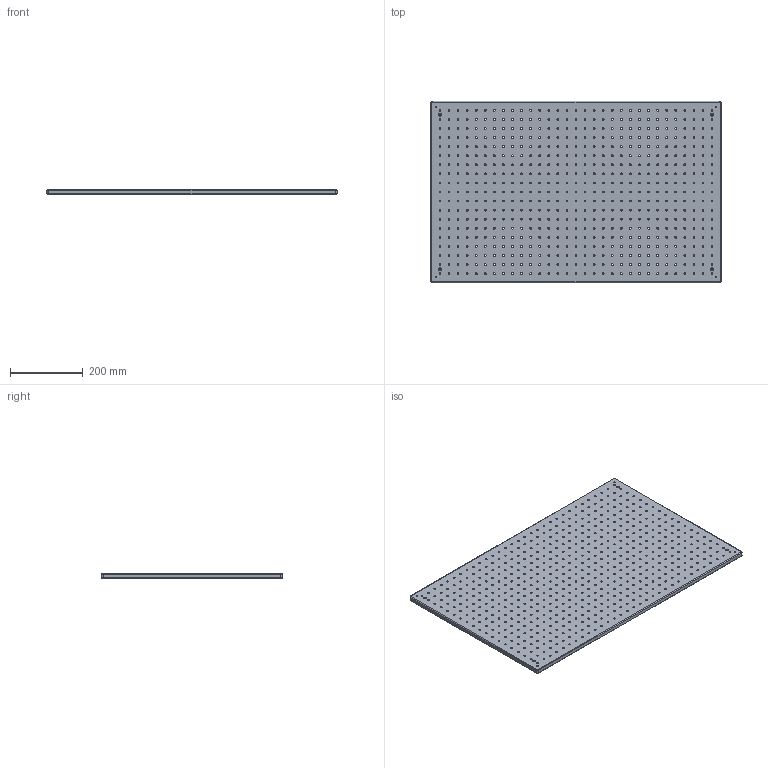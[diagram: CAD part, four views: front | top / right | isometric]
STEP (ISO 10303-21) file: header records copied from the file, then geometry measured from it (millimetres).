
FILE_DESCRIPTION (( 'STEP AP203' ), '1' );
FILE_NAME ('BR0508-1M.STEP', '2016-05-26T06:24:34', ( '' ), ( '' ), 'SwSTEP 2.0', 'SolidWorks 2016', '' );
FILE_SCHEMA (( 'CONFIG_CONTROL_DESIGN' ));
Length unit declared in the file: millimetre
Products named in the file (1): BR0508-1M
Bounding box: 800 x 500 x 13 mm (x, y, z)
Volume: 5042835.6 mm3; surface area: 927681.3 mm2
Topology: 1 solids, 1 shells, 1232 faces, 3662 edges, 2436 vertices
Faces by surface type: cylinder 1214, plane 10, torus 8
Entity records: 45279 total; most frequent: DIRECTION 8564, CARTESIAN_POINT 7331, ORIENTED_EDGE 7324, AXIS2_PLACEMENT_3D 3669, EDGE_CURVE 3662, VERTEX_POINT 2436, CIRCLE 2436, EDGE_LOOP 2430
